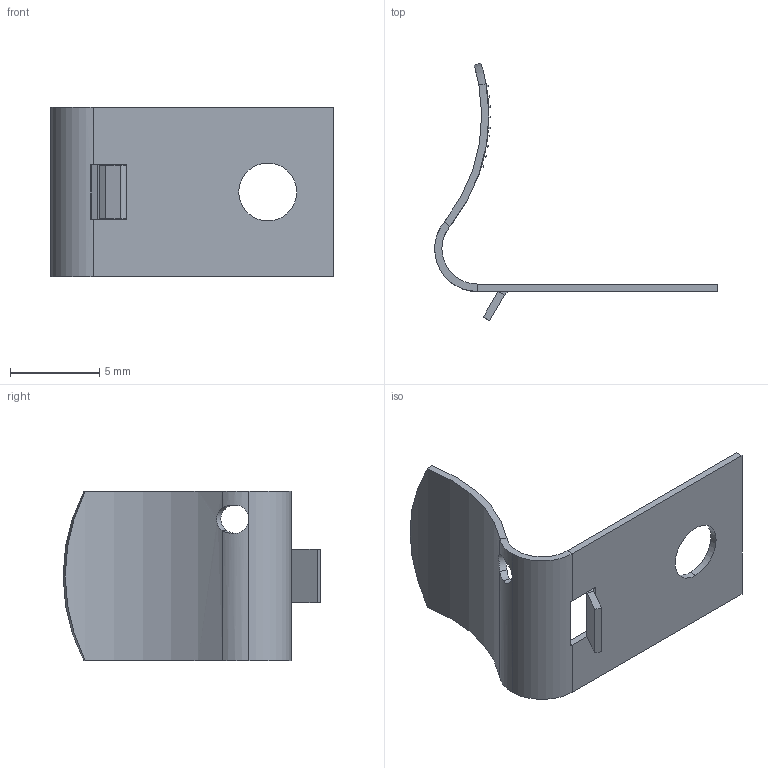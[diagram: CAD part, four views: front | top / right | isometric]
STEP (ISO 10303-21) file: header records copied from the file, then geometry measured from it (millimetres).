
FILE_DESCRIPTION (( 'STEP AP214' ), '1' );
FILE_NAME ('206.STEP', '2017-02-24T14:28:01', ( '' ), ( '' ), 'SwSTEP 2.0', 'SolidWorks 2013', '' );
FILE_SCHEMA (( 'AUTOMOTIVE_DESIGN' ));
Length unit declared in the file: inch
Products named in the file (1): 206
Bounding box: 15.88 x 14.47 x 9.53 mm (x, y, z)
Volume: 103.1 mm3; surface area: 559.2 mm2
Topology: 1 solids, 1 shells, 86 faces, 211 edges, 132 vertices
Faces by surface type: plane 59, cylinder 21, bspline 6
Entity records: 3129 total; most frequent: CARTESIAN_POINT 1048, ORIENTED_EDGE 422, DIRECTION 417, EDGE_CURVE 211, AXIS2_PLACEMENT_3D 141, LINE 135, VECTOR 135, VERTEX_POINT 132
